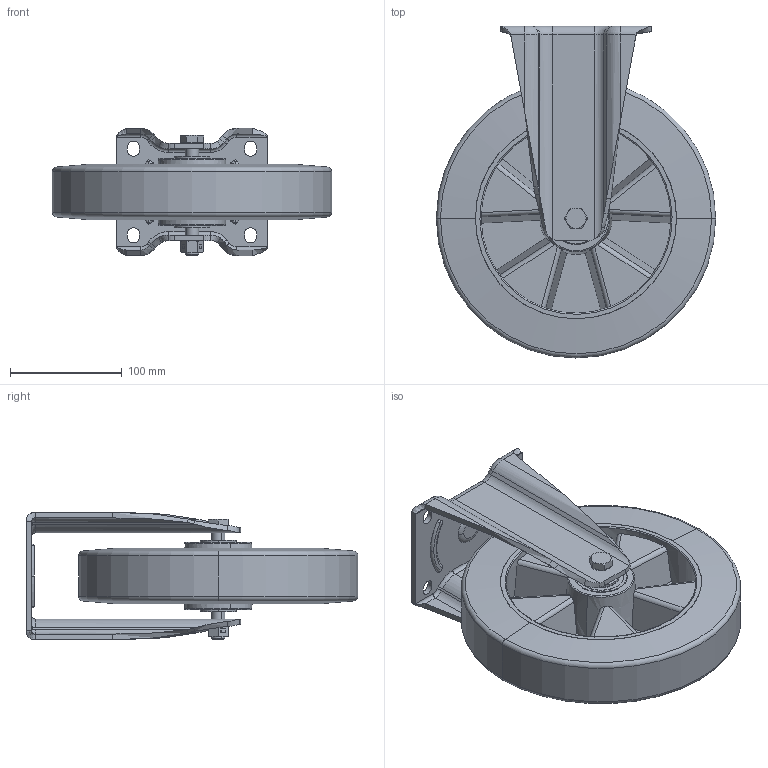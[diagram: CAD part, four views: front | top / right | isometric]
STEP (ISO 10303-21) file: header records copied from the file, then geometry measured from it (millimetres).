
FILE_DESCRIPTION (( 'STEP AP214' ), '1' );
FILE_NAME ('0023760_B-IG-EGA-250-K-3.step', '2018-11-11T17:22:21', ( '' ), ( '' ), 'SwSTEP 2.0', 'SolidWorks 2018', '' );
FILE_SCHEMA (( 'AUTOMOTIVE_DESIGN' ));
Length unit declared in the file: millimetre
Products named in the file (1): 0023760_B-IG-EGA-250-K-3
Bounding box: 250 x 297 x 114 mm (x, y, z)
Volume: 1744152.6 mm3; surface area: 390204.7 mm2
Topology: 17 solids, 17 shells, 503 faces, 1157 edges, 694 vertices
Faces by surface type: cylinder 194, plane 167, torus 76, cone 40, bspline 16, sphere 10
Entity records: 21488 total; most frequent: CARTESIAN_POINT 4395, DIRECTION 2505, ORIENTED_EDGE 2298, EDGE_CURVE 1149, AXIS2_PLACEMENT_3D 1032, VERTEX_POINT 690, EDGE_LOOP 555, CIRCLE 544
